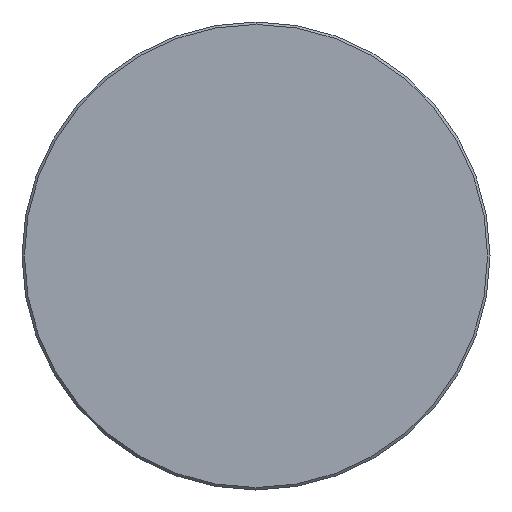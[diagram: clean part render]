
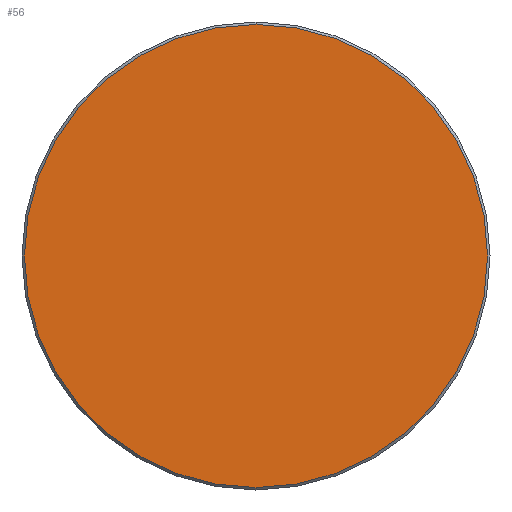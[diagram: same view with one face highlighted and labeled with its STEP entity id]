
A CAD part, left-side view. The second image highlights one B-rep face of the part: STEP entity #56.
In plain terms, the highlighted planar face has unit normal (-1, 0, 0).
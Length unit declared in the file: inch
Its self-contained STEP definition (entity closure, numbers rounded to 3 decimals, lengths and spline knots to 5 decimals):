
#14 = DIRECTION ( 'NONE',  ( 0., 0., 1. ) ) ;
#46 = CIRCLE ( 'NONE', #194, 2.3765 ) ;
#56 = ADVANCED_FACE ( 'NONE', ( #158 ), #706, .T. ) ;
#89 = ORIENTED_EDGE ( 'NONE', *, *, #536, .T. ) ;
#121 = VERTEX_POINT ( 'NONE', #764 ) ;
#158 = FACE_OUTER_BOUND ( 'NONE', #763, .T. ) ;
#193 = CIRCLE ( 'NONE', #728, 2.3765 ) ;
#194 = AXIS2_PLACEMENT_3D ( 'NONE', #903, #341, #421 ) ;
#232 = EDGE_CURVE ( 'NONE', #919, #121, #193, .T. ) ;
#317 = CARTESIAN_POINT ( 'NONE',  ( -11.41, 0., -2.3765 ) ) ;
#341 = DIRECTION ( 'NONE',  ( -1., 0., 0. ) ) ;
#361 = ORIENTED_EDGE ( 'NONE', *, *, #232, .T. ) ;
#421 = DIRECTION ( 'NONE',  ( 0., 0., 1. ) ) ;
#425 = AXIS2_PLACEMENT_3D ( 'NONE', #561, #634, #493 ) ;
#493 = DIRECTION ( 'NONE',  ( 0., 0., 1. ) ) ;
#513 = CARTESIAN_POINT ( 'NONE',  ( -11.41, 0., 0. ) ) ;
#536 = EDGE_CURVE ( 'NONE', #121, #919, #46, .T. ) ;
#561 = CARTESIAN_POINT ( 'NONE',  ( -11.41, 2.4065, 0. ) ) ;
#634 = DIRECTION ( 'NONE',  ( -1., 0., 0. ) ) ;
#706 = PLANE ( 'NONE',  #425 ) ;
#728 = AXIS2_PLACEMENT_3D ( 'NONE', #513, #733, #14 ) ;
#733 = DIRECTION ( 'NONE',  ( -1., 0., 0. ) ) ;
#763 = EDGE_LOOP ( 'NONE', ( #361, #89 ) ) ;
#764 = CARTESIAN_POINT ( 'NONE',  ( -11.41, 0., 2.3765 ) ) ;
#903 = CARTESIAN_POINT ( 'NONE',  ( -11.41, 0., 0. ) ) ;
#919 = VERTEX_POINT ( 'NONE', #317 ) ;
